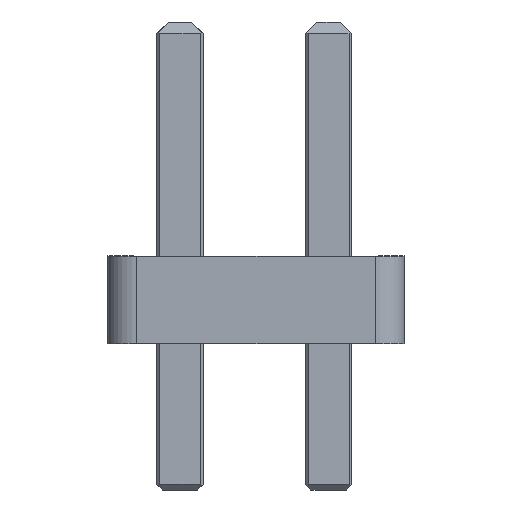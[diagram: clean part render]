
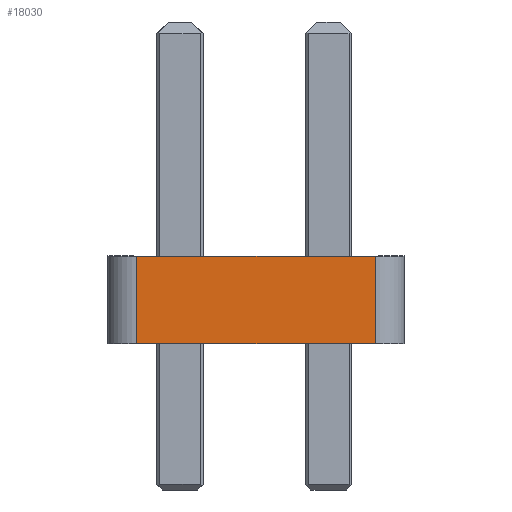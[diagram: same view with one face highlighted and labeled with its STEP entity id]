
A CAD part, left-side view. The second image highlights one B-rep face of the part: STEP entity #18030.
In plain terms, the highlighted planar face has unit normal (-1, 0, 0).
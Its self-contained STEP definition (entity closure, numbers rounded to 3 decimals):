
#1272=FACE_OUTER_BOUND('',#2259,.T.);
#2259=EDGE_LOOP('',(#15855,#15856,#15857,#15858));
#4510=LINE('',#28659,#6866);
#4511=LINE('',#28664,#6867);
#4512=LINE('',#28667,#6868);
#4513=LINE('',#28668,#6869);
#6866=VECTOR('',#23543,10.);
#6867=VECTOR('',#23550,10.);
#6868=VECTOR('',#23553,10.);
#6869=VECTOR('',#23554,10.);
#8592=VERTEX_POINT('',#28656);
#8593=VERTEX_POINT('',#28658);
#8594=VERTEX_POINT('',#28662);
#8595=VERTEX_POINT('',#28666);
#11034=EDGE_CURVE('',#8593,#8592,#4510,.T.);
#11037=EDGE_CURVE('',#8593,#8594,#4511,.T.);
#11038=EDGE_CURVE('',#8595,#8592,#4512,.T.);
#11039=EDGE_CURVE('',#8594,#8595,#4513,.T.);
#15855=ORIENTED_EDGE('',*,*,#11037,.F.);
#15856=ORIENTED_EDGE('',*,*,#11034,.T.);
#15857=ORIENTED_EDGE('',*,*,#11038,.F.);
#15858=ORIENTED_EDGE('',*,*,#11039,.F.);
#17067=PLANE('',#19212);
#18030=ADVANCED_FACE('',(#1272),#17067,.T.);
#19212=AXIS2_PLACEMENT_3D('',#28665,#23551,#23552);
#23543=DIRECTION('',(0.,-1.,0.));
#23550=DIRECTION('',(0.,0.,1.));
#23551=DIRECTION('center_axis',(-1.,0.,0.));
#23552=DIRECTION('ref_axis',(0.,0.,1.));
#23553=DIRECTION('',(0.,0.,-1.));
#23554=DIRECTION('',(0.,-1.,0.));
#28656=CARTESIAN_POINT('',(-24.13,-2.04,0.));
#28658=CARTESIAN_POINT('',(-24.13,2.04,0.));
#28659=CARTESIAN_POINT('',(-24.13,2.04,0.));
#28662=CARTESIAN_POINT('',(-24.13,2.04,1.5));
#28664=CARTESIAN_POINT('',(-24.13,2.04,0.));
#28665=CARTESIAN_POINT('Origin',(-24.13,0.,-0.01));
#28666=CARTESIAN_POINT('',(-24.13,-2.04,1.5));
#28667=CARTESIAN_POINT('',(-24.13,-2.04,1.5));
#28668=CARTESIAN_POINT('',(-24.13,2.04,1.5));
